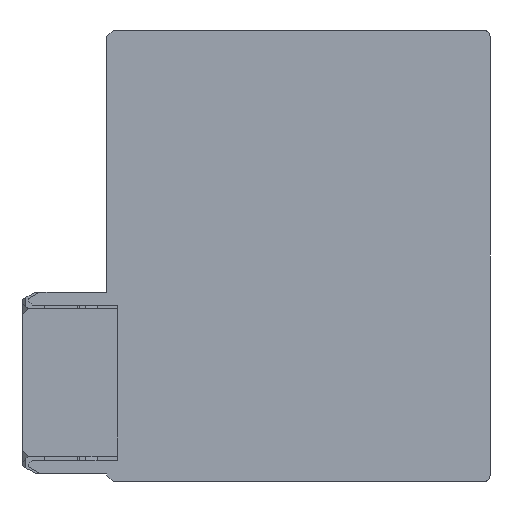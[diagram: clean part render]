
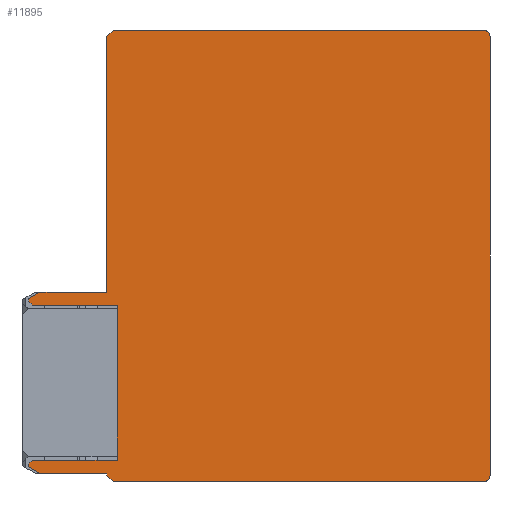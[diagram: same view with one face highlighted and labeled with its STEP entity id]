
A CAD part, front view. The second image highlights one B-rep face of the part: STEP entity #11895.
In plain terms, the highlighted planar face has unit normal (0, -1, 0).
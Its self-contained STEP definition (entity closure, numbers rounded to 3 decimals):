
#61=DIRECTION('',(0.,0.,-1.));
#62=VECTOR('',#61,11.8);
#63=CARTESIAN_POINT('',(-13.7,-1.,-3.75));
#64=LINE('',#63,#62);
#131=DIRECTION('',(-1.,0.,0.));
#132=VECTOR('',#131,6.45);
#133=CARTESIAN_POINT('',(-13.7,-1.,-15.55));
#134=LINE('',#133,#132);
#138=DIRECTION('',(-1.,0.,0.));
#139=VECTOR('',#138,6.45);
#140=CARTESIAN_POINT('',(-13.7,-1.,-3.75));
#141=LINE('',#140,#139);
#145=DIRECTION('',(0.707,0.,-0.707));
#146=VECTOR('',#145,0.424);
#147=CARTESIAN_POINT('',(-20.45,-1.,-3.45));
#148=LINE('',#147,#146);
#152=DIRECTION('',(0.,0.,1.));
#153=VECTOR('',#152,0.2);
#154=CARTESIAN_POINT('',(-20.45,-1.,-3.45));
#155=LINE('',#154,#153);
#159=DIRECTION('',(-0.866,0.,-0.5));
#160=VECTOR('',#159,1.);
#161=CARTESIAN_POINT('',(-19.584,-1.,-2.75));
#162=LINE('',#161,#160);
#166=DIRECTION('',(-0.707,0.,-0.707));
#167=VECTOR('',#166,0.707);
#168=CARTESIAN_POINT('',(-14.,-1.,17.2));
#169=LINE('',#168,#167);
#173=CARTESIAN_POINT('',(14.7,-1.,16.7));
#174=CARTESIAN_POINT('',(14.7,-1.,16.742));
#175=CARTESIAN_POINT('',(14.69,-1.,16.815));
#176=CARTESIAN_POINT('',(14.647,-1.,16.939));
#177=CARTESIAN_POINT('',(14.56,-1.,17.061));
#178=CARTESIAN_POINT('',(14.438,-1.,17.147));
#179=CARTESIAN_POINT('',(14.315,-1.,17.19));
#180=CARTESIAN_POINT('',(14.241,-1.,17.2));
#181=CARTESIAN_POINT('',(14.199,-1.,17.2));
#186=DIRECTION('',(0.,0.,-1.));
#187=VECTOR('',#186,33.4);
#188=CARTESIAN_POINT('',(14.7,-1.,16.7));
#189=LINE('',#188,#187);
#193=CARTESIAN_POINT('',(14.199,-1.,-17.2));
#194=CARTESIAN_POINT('',(14.241,-1.,-17.2));
#195=CARTESIAN_POINT('',(14.315,-1.,-17.19));
#196=CARTESIAN_POINT('',(14.438,-1.,-17.147));
#197=CARTESIAN_POINT('',(14.56,-1.,-17.061));
#198=CARTESIAN_POINT('',(14.647,-1.,-16.939));
#199=CARTESIAN_POINT('',(14.69,-1.,-16.815));
#200=CARTESIAN_POINT('',(14.7,-1.,-16.742));
#201=CARTESIAN_POINT('',(14.7,-1.,-16.7));
#206=DIRECTION('',(0.707,0.,-0.707));
#207=VECTOR('',#206,0.707);
#208=CARTESIAN_POINT('',(-14.5,-1.,-16.7));
#209=LINE('',#208,#207);
#213=DIRECTION('',(0.866,0.,-0.5));
#214=VECTOR('',#213,1.);
#215=CARTESIAN_POINT('',(-20.45,-1.,-16.05));
#216=LINE('',#215,#214);
#220=DIRECTION('',(0.,0.,1.));
#221=VECTOR('',#220,0.2);
#222=CARTESIAN_POINT('',(-20.45,-1.,-16.05));
#223=LINE('',#222,#221);
#227=DIRECTION('',(-0.707,0.,-0.707));
#228=VECTOR('',#227,0.424);
#229=CARTESIAN_POINT('',(-20.15,-1.,-15.55));
#230=LINE('',#229,#228);
#500=DIRECTION('',(-1.,0.,0.));
#501=VECTOR('',#500,5.084);
#502=CARTESIAN_POINT('',(-14.5,-1.,-16.55));
#503=LINE('',#502,#501);
#564=DIRECTION('',(0.,0.,-1.));
#565=VECTOR('',#564,0.15);
#566=CARTESIAN_POINT('',(-14.5,-1.,-16.55));
#567=LINE('',#566,#565);
#642=DIRECTION('',(-1.,0.,0.));
#643=VECTOR('',#642,28.199);
#644=CARTESIAN_POINT('',(14.199,-1.,-17.2));
#645=LINE('',#644,#643);
#1023=DIRECTION('',(-1.,0.,0.));
#1024=VECTOR('',#1023,28.199);
#1025=CARTESIAN_POINT('',(14.199,-1.,17.2));
#1026=LINE('',#1025,#1024);
#1293=DIRECTION('',(0.,0.,-1.));
#1294=VECTOR('',#1293,19.45);
#1295=CARTESIAN_POINT('',(-14.5,-1.,16.7));
#1296=LINE('',#1295,#1294);
#1385=DIRECTION('',(-1.,0.,0.));
#1386=VECTOR('',#1385,5.084);
#1387=CARTESIAN_POINT('',(-14.5,-1.,-2.75));
#1388=LINE('',#1387,#1386);
#10405=CARTESIAN_POINT('',(14.7,-1.,-16.7));
#10407=VERTEX_POINT('',#10405);
#10409=CARTESIAN_POINT('',(14.199,-1.,-17.2));
#10411=VERTEX_POINT('',#10409);
#10432=CARTESIAN_POINT('',(14.199,-1.,17.2));
#10433=VERTEX_POINT('',#10432);
#10434=CARTESIAN_POINT('',(14.7,-1.,16.7));
#10435=VERTEX_POINT('',#10434);
#11205=CARTESIAN_POINT('',(-14.5,-1.,-2.75));
#11206=VERTEX_POINT('',#11205);
#11207=CARTESIAN_POINT('',(-14.5,-1.,-16.55));
#11209=VERTEX_POINT('',#11207);
#11239=CARTESIAN_POINT('',(-14.5,-1.,-16.7));
#11240=CARTESIAN_POINT('',(-14.,-1.,-17.2));
#11241=VERTEX_POINT('',#11239);
#11242=VERTEX_POINT('',#11240);
#11243=CARTESIAN_POINT('',(-14.,-1.,17.2));
#11244=CARTESIAN_POINT('',(-14.5,-1.,16.7));
#11245=VERTEX_POINT('',#11243);
#11246=VERTEX_POINT('',#11244);
#11454=CARTESIAN_POINT('',(-20.45,-1.,-16.05));
#11456=VERTEX_POINT('',#11454);
#11458=CARTESIAN_POINT('',(-19.584,-1.,-16.55));
#11459=VERTEX_POINT('',#11458);
#11464=CARTESIAN_POINT('',(-19.584,-1.,-2.75));
#11465=CARTESIAN_POINT('',(-20.45,-1.,-3.25));
#11466=VERTEX_POINT('',#11464);
#11467=VERTEX_POINT('',#11465);
#11510=CARTESIAN_POINT('',(-20.45,-1.,-3.45));
#11512=VERTEX_POINT('',#11510);
#11514=CARTESIAN_POINT('',(-20.15,-1.,-3.75));
#11515=VERTEX_POINT('',#11514);
#11518=CARTESIAN_POINT('',(-20.15,-1.,-15.55));
#11519=CARTESIAN_POINT('',(-20.45,-1.,-15.85));
#11520=VERTEX_POINT('',#11518);
#11521=VERTEX_POINT('',#11519);
#11594=CARTESIAN_POINT('',(-13.7,-1.,-3.75));
#11595=VERTEX_POINT('',#11594);
#11596=CARTESIAN_POINT('',(-13.7,-1.,-15.55));
#11597=VERTEX_POINT('',#11596);
#11850=CARTESIAN_POINT('',(14.7,-1.,17.2));
#11851=DIRECTION('',(0.,-1.,0.));
#11852=DIRECTION('',(-1.,0.,0.));
#11853=AXIS2_PLACEMENT_3D('',#11850,#11851,#11852);
#11854=PLANE('',#11853);
#11855=ORIENTED_EDGE('',*,*,#11825,.F.);
#11856=ORIENTED_EDGE('',*,*,#11737,.F.);
#11858=ORIENTED_EDGE('',*,*,#11857,.T.);
#11860=ORIENTED_EDGE('',*,*,#11859,.F.);
#11862=ORIENTED_EDGE('',*,*,#11861,.T.);
#11864=ORIENTED_EDGE('',*,*,#11863,.F.);
#11866=ORIENTED_EDGE('',*,*,#11865,.F.);
#11868=ORIENTED_EDGE('',*,*,#11867,.F.);
#11870=ORIENTED_EDGE('',*,*,#11869,.F.);
#11872=ORIENTED_EDGE('',*,*,#11871,.F.);
#11874=ORIENTED_EDGE('',*,*,#11873,.F.);
#11876=ORIENTED_EDGE('',*,*,#11875,.T.);
#11878=ORIENTED_EDGE('',*,*,#11877,.F.);
#11880=ORIENTED_EDGE('',*,*,#11879,.T.);
#11882=ORIENTED_EDGE('',*,*,#11881,.F.);
#11884=ORIENTED_EDGE('',*,*,#11883,.F.);
#11886=ORIENTED_EDGE('',*,*,#11885,.T.);
#11888=ORIENTED_EDGE('',*,*,#11887,.F.);
#11890=ORIENTED_EDGE('',*,*,#11889,.T.);
#11892=ORIENTED_EDGE('',*,*,#11891,.F.);
#11893=EDGE_LOOP('',(#11855,#11856,#11858,#11860,#11862,#11864,#11866,#11868,
#11870,#11872,#11874,#11876,#11878,#11880,#11882,#11884,#11886,#11888,#11890,
#11892));
#11894=FACE_OUTER_BOUND('',#11893,.F.);
#182=B_SPLINE_CURVE_WITH_KNOTS('',3,(#173,#174,#175,#176,#177,#178,#179,#180,
#181),.UNSPECIFIED.,.F.,.F.,(4,1,1,1,1,1,4),(0.,0.125,0.25,0.5,0.75,
0.875,1.),.UNSPECIFIED.);
#202=B_SPLINE_CURVE_WITH_KNOTS('',3,(#193,#194,#195,#196,#197,#198,#199,#200,
#201),.UNSPECIFIED.,.F.,.F.,(4,1,1,1,1,1,4),(0.,0.125,0.25,0.5,0.75,
0.875,1.),.UNSPECIFIED.);
#11737=EDGE_CURVE('',#11595,#11597,#64,.T.);
#11825=EDGE_CURVE('',#11597,#11520,#134,.T.);
#11857=EDGE_CURVE('',#11595,#11515,#141,.T.);
#11859=EDGE_CURVE('',#11512,#11515,#148,.T.);
#11861=EDGE_CURVE('',#11512,#11467,#155,.T.);
#11863=EDGE_CURVE('',#11466,#11467,#162,.T.);
#11865=EDGE_CURVE('',#11206,#11466,#1388,.T.);
#11867=EDGE_CURVE('',#11246,#11206,#1296,.T.);
#11869=EDGE_CURVE('',#11245,#11246,#169,.T.);
#11871=EDGE_CURVE('',#10433,#11245,#1026,.T.);
#11873=EDGE_CURVE('',#10435,#10433,#182,.T.);
#11875=EDGE_CURVE('',#10435,#10407,#189,.T.);
#11877=EDGE_CURVE('',#10411,#10407,#202,.T.);
#11879=EDGE_CURVE('',#10411,#11242,#645,.T.);
#11881=EDGE_CURVE('',#11241,#11242,#209,.T.);
#11883=EDGE_CURVE('',#11209,#11241,#567,.T.);
#11885=EDGE_CURVE('',#11209,#11459,#503,.T.);
#11887=EDGE_CURVE('',#11456,#11459,#216,.T.);
#11889=EDGE_CURVE('',#11456,#11521,#223,.T.);
#11891=EDGE_CURVE('',#11520,#11521,#230,.T.);
#11895=ADVANCED_FACE('',(#11894),#11854,.T.);
